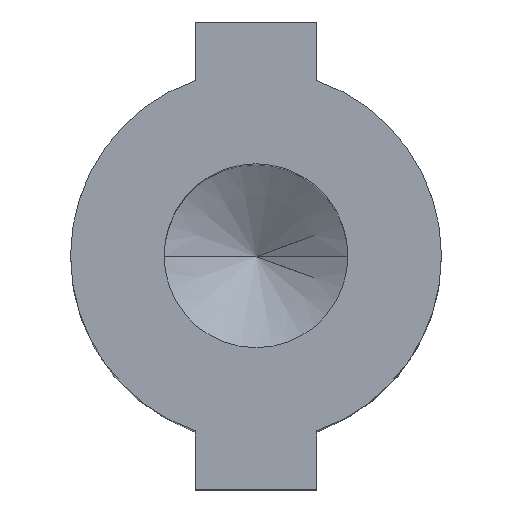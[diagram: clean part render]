
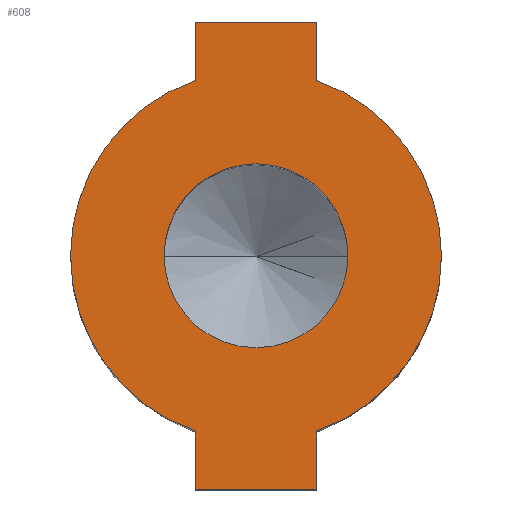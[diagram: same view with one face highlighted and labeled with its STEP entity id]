
A CAD part, top view. The second image highlights one B-rep face of the part: STEP entity #608.
In plain terms, the highlighted planar face has unit normal (0, 0, 1).
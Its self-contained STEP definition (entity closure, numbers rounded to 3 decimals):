
#14 = FACE_OUTER_BOUND ( 'NONE', #660, .T. ) ;
#15 = CIRCLE ( 'NONE', #218, 5.95 ) ;
#43 = CARTESIAN_POINT ( 'NONE',  ( 0., 0., 20. ) ) ;
#54 = CARTESIAN_POINT ( 'NONE',  ( 0., 0., 20. ) ) ;
#59 = VERTEX_POINT ( 'NONE', #474 ) ;
#65 = DIRECTION ( 'NONE',  ( 1., 0., 0. ) ) ;
#66 = ORIENTED_EDGE ( 'NONE', *, *, #468, .T. ) ;
#74 = DIRECTION ( 'NONE',  ( 1., 0., 0. ) ) ;
#77 = DIRECTION ( 'NONE',  ( 0., 1., 0. ) ) ;
#81 = CARTESIAN_POINT ( 'NONE',  ( 0., 0., 20. ) ) ;
#84 = CARTESIAN_POINT ( 'NONE',  ( -1.95, 5.621, 20. ) ) ;
#87 = VERTEX_POINT ( 'NONE', #237 ) ;
#93 = DIRECTION ( 'NONE',  ( 0., 0., 1. ) ) ;
#100 = VERTEX_POINT ( 'NONE', #715 ) ;
#105 = LINE ( 'NONE', #348, #240 ) ;
#112 = VERTEX_POINT ( 'NONE', #788 ) ;
#117 = LINE ( 'NONE', #741, #385 ) ;
#128 = DIRECTION ( 'NONE',  ( 0., 0., 1. ) ) ;
#132 = DIRECTION ( 'NONE',  ( 1., 0., 0. ) ) ;
#139 = VECTOR ( 'NONE', #323, 1000. ) ;
#149 = DIRECTION ( 'NONE',  ( 0., 0., 1. ) ) ;
#155 = LINE ( 'NONE', #184, #465 ) ;
#158 = ORIENTED_EDGE ( 'NONE', *, *, #276, .T. ) ;
#160 = VERTEX_POINT ( 'NONE', #369 ) ;
#184 = CARTESIAN_POINT ( 'NONE',  ( 1.95, 7.5, 20. ) ) ;
#200 = CARTESIAN_POINT ( 'NONE',  ( -5.95, 0., 20. ) ) ;
#202 = VERTEX_POINT ( 'NONE', #539 ) ;
#204 = CARTESIAN_POINT ( 'NONE',  ( -1.95, 7.5, 20. ) ) ;
#205 = EDGE_CURVE ( 'NONE', #319, #100, #291, .T. ) ;
#212 = ORIENTED_EDGE ( 'NONE', *, *, #354, .T. ) ;
#218 = AXIS2_PLACEMENT_3D ( 'NONE', #494, #246, #679 ) ;
#219 = DIRECTION ( 'NONE',  ( 1., 0., 0. ) ) ;
#221 = ORIENTED_EDGE ( 'NONE', *, *, #675, .T. ) ;
#235 = CARTESIAN_POINT ( 'NONE',  ( -1.95, -5.621, 20. ) ) ;
#237 = CARTESIAN_POINT ( 'NONE',  ( 1.95, -7.5, 20. ) ) ;
#240 = VECTOR ( 'NONE', #710, 1000. ) ;
#242 = CIRCLE ( 'NONE', #767, 5.95 ) ;
#246 = DIRECTION ( 'NONE',  ( 0., 0., 1. ) ) ;
#247 = ORIENTED_EDGE ( 'NONE', *, *, #612, .T. ) ;
#253 = EDGE_CURVE ( 'NONE', #100, #319, #587, .T. ) ;
#258 = ORIENTED_EDGE ( 'NONE', *, *, #253, .F. ) ;
#265 = AXIS2_PLACEMENT_3D ( 'NONE', #43, #128, #734 ) ;
#271 = VECTOR ( 'NONE', #698, 1000. ) ;
#276 = EDGE_CURVE ( 'NONE', #574, #461, #15, .T. ) ;
#291 = CIRCLE ( 'NONE', #324, 2.95 ) ;
#300 = LINE ( 'NONE', #561, #139 ) ;
#319 = VERTEX_POINT ( 'NONE', #549 ) ;
#323 = DIRECTION ( 'NONE',  ( -1., 0., 0. ) ) ;
#324 = AXIS2_PLACEMENT_3D ( 'NONE', #54, #609, #731 ) ;
#332 = LINE ( 'NONE', #204, #271 ) ;
#335 = DIRECTION ( 'NONE',  ( 0., 0., 1. ) ) ;
#338 = EDGE_CURVE ( 'NONE', #652, #112, #155, .T. ) ;
#348 = CARTESIAN_POINT ( 'NONE',  ( -1.95, 7.5, 20. ) ) ;
#349 = VECTOR ( 'NONE', #77, 1000. ) ;
#354 = EDGE_CURVE ( 'NONE', #112, #160, #300, .T. ) ;
#358 = CARTESIAN_POINT ( 'NONE',  ( 0., 0., 20. ) ) ;
#369 = CARTESIAN_POINT ( 'NONE',  ( -1.95, 7.5, 20. ) ) ;
#376 = ORIENTED_EDGE ( 'NONE', *, *, #338, .T. ) ;
#383 = AXIS2_PLACEMENT_3D ( 'NONE', #640, #335, #570 ) ;
#385 = VECTOR ( 'NONE', #132, 1000. ) ;
#402 = FACE_BOUND ( 'NONE', #621, .T. ) ;
#403 = CARTESIAN_POINT ( 'NONE',  ( 5.95, 0., 20. ) ) ;
#420 = CIRCLE ( 'NONE', #475, 5.95 ) ;
#430 = EDGE_CURVE ( 'NONE', #529, #652, #242, .T. ) ;
#461 = VERTEX_POINT ( 'NONE', #200 ) ;
#465 = VECTOR ( 'NONE', #727, 1000. ) ;
#468 = EDGE_CURVE ( 'NONE', #59, #87, #117, .T. ) ;
#470 = CARTESIAN_POINT ( 'NONE',  ( 1.95, 5.621, 20. ) ) ;
#474 = CARTESIAN_POINT ( 'NONE',  ( -1.95, -7.5, 20. ) ) ;
#475 = AXIS2_PLACEMENT_3D ( 'NONE', #81, #149, #74 ) ;
#494 = CARTESIAN_POINT ( 'NONE',  ( 0., 0., 20. ) ) ;
#496 = EDGE_CURVE ( 'NONE', #87, #202, #702, .T. ) ;
#510 = EDGE_CURVE ( 'NONE', #781, #59, #332, .T. ) ;
#516 = PLANE ( 'NONE',  #383 ) ;
#528 = ORIENTED_EDGE ( 'NONE', *, *, #496, .T. ) ;
#529 = VERTEX_POINT ( 'NONE', #403 ) ;
#539 = CARTESIAN_POINT ( 'NONE',  ( 1.95, -5.621, 20. ) ) ;
#547 = ORIENTED_EDGE ( 'NONE', *, *, #690, .T. ) ;
#549 = CARTESIAN_POINT ( 'NONE',  ( -2.95, 0., 20. ) ) ;
#557 = ORIENTED_EDGE ( 'NONE', *, *, #510, .T. ) ;
#561 = CARTESIAN_POINT ( 'NONE',  ( -1.95, 7.5, 20. ) ) ;
#570 = DIRECTION ( 'NONE',  ( 1., 0., 0. ) ) ;
#574 = VERTEX_POINT ( 'NONE', #84 ) ;
#583 = ORIENTED_EDGE ( 'NONE', *, *, #430, .T. ) ;
#584 = ORIENTED_EDGE ( 'NONE', *, *, #205, .F. ) ;
#587 = CIRCLE ( 'NONE', #265, 2.95 ) ;
#608 = ADVANCED_FACE ( 'NONE', ( #402, #14 ), #516, .T. ) ;
#609 = DIRECTION ( 'NONE',  ( 0., 0., 1. ) ) ;
#612 = EDGE_CURVE ( 'NONE', #461, #781, #420, .T. ) ;
#618 = DIRECTION ( 'NONE',  ( 0., 0., 1. ) ) ;
#621 = EDGE_LOOP ( 'NONE', ( #258, #584 ) ) ;
#636 = CARTESIAN_POINT ( 'NONE',  ( 1.95, 7.5, 20. ) ) ;
#640 = CARTESIAN_POINT ( 'NONE',  ( 0., 0., 20. ) ) ;
#652 = VERTEX_POINT ( 'NONE', #470 ) ;
#660 = EDGE_LOOP ( 'NONE', ( #158, #247, #557, #66, #528, #547, #583, #376, #212, #221 ) ) ;
#675 = EDGE_CURVE ( 'NONE', #160, #574, #105, .T. ) ;
#679 = DIRECTION ( 'NONE',  ( 1., 0., 0. ) ) ;
#689 = CARTESIAN_POINT ( 'NONE',  ( 0., 0., 20. ) ) ;
#690 = EDGE_CURVE ( 'NONE', #202, #529, #742, .T. ) ;
#698 = DIRECTION ( 'NONE',  ( 0., -1., 0. ) ) ;
#702 = LINE ( 'NONE', #636, #349 ) ;
#710 = DIRECTION ( 'NONE',  ( 0., -1., 0. ) ) ;
#715 = CARTESIAN_POINT ( 'NONE',  ( 2.95, 0., 20. ) ) ;
#727 = DIRECTION ( 'NONE',  ( 0., 1., 0. ) ) ;
#731 = DIRECTION ( 'NONE',  ( 1., 0., 0. ) ) ;
#734 = DIRECTION ( 'NONE',  ( 1., 0., 0. ) ) ;
#741 = CARTESIAN_POINT ( 'NONE',  ( -1.95, -7.5, 20. ) ) ;
#742 = CIRCLE ( 'NONE', #809, 5.95 ) ;
#767 = AXIS2_PLACEMENT_3D ( 'NONE', #689, #618, #65 ) ;
#781 = VERTEX_POINT ( 'NONE', #235 ) ;
#788 = CARTESIAN_POINT ( 'NONE',  ( 1.95, 7.5, 20. ) ) ;
#809 = AXIS2_PLACEMENT_3D ( 'NONE', #358, #93, #219 ) ;
